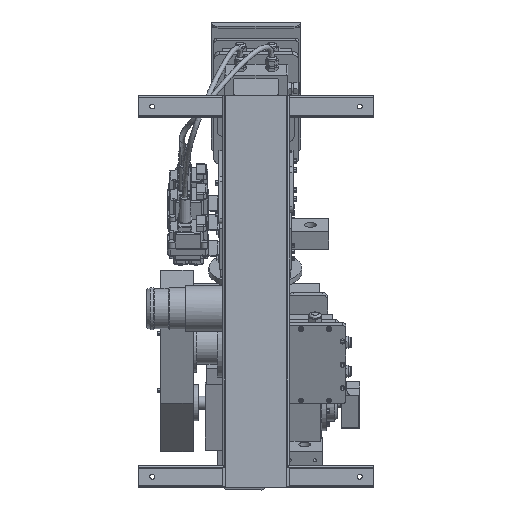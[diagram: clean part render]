
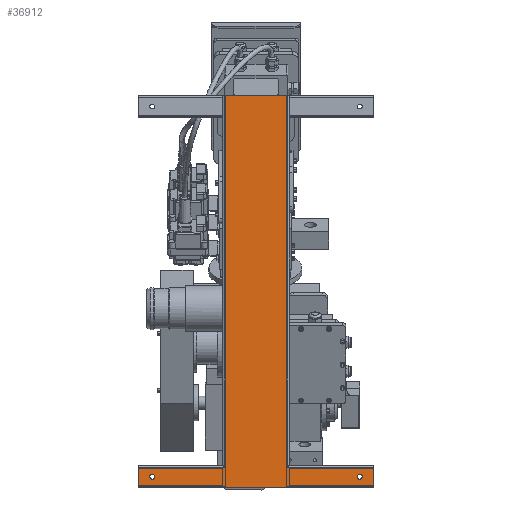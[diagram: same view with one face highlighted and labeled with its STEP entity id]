
A CAD part, front view. The second image highlights one B-rep face of the part: STEP entity #36912.
In plain terms, the highlighted face is planar.
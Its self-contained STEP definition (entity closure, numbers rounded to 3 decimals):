
#868=FACE_BOUND('',#5633,.T.);
#869=FACE_BOUND('',#5634,.T.);
#1453=CIRCLE('',#39298,4.3);
#1454=CIRCLE('',#39299,4.3);
#3270=FACE_OUTER_BOUND('',#5632,.T.);
#5632=EDGE_LOOP('',(#26777,#26778,#26779,#26780,#26781,#26782,#26783,#26784,
#26785,#26786,#26787,#26788));
#5633=EDGE_LOOP('',(#26789));
#5634=EDGE_LOOP('',(#26790));
#8797=LINE('',#54788,#12752);
#8808=LINE('',#54844,#12763);
#8809=LINE('',#54846,#12764);
#8810=LINE('',#54848,#12765);
#8811=LINE('',#54850,#12766);
#8812=LINE('',#54852,#12767);
#8813=LINE('',#54854,#12768);
#8814=LINE('',#54855,#12769);
#8815=LINE('',#54857,#12770);
#8816=LINE('',#54859,#12771);
#8817=LINE('',#54861,#12772);
#8818=LINE('',#54862,#12773);
#12752=VECTOR('',#44241,112.);
#12763=VECTOR('',#44266,3.);
#12764=VECTOR('',#44267,112.);
#12765=VECTOR('',#44268,3.);
#12766=VECTOR('',#44269,154.);
#12767=VECTOR('',#44270,34.);
#12768=VECTOR('',#44271,154.);
#12769=VECTOR('',#44272,663.);
#12770=VECTOR('',#44273,663.);
#12771=VECTOR('',#44274,154.);
#12772=VECTOR('',#44275,34.);
#12773=VECTOR('',#44276,154.);
#16548=VERTEX_POINT('',#54785);
#16549=VERTEX_POINT('',#54787);
#16566=VERTEX_POINT('',#54842);
#16567=VERTEX_POINT('',#54843);
#16568=VERTEX_POINT('',#54845);
#16569=VERTEX_POINT('',#54847);
#16570=VERTEX_POINT('',#54849);
#16571=VERTEX_POINT('',#54851);
#16572=VERTEX_POINT('',#54853);
#16573=VERTEX_POINT('',#54856);
#16574=VERTEX_POINT('',#54858);
#16575=VERTEX_POINT('',#54860);
#16576=VERTEX_POINT('',#54863);
#16577=VERTEX_POINT('',#54865);
#20437=EDGE_CURVE('',#16548,#16549,#8797,.T.);
#20455=EDGE_CURVE('',#16566,#16567,#8808,.T.);
#20456=EDGE_CURVE('',#16568,#16566,#8809,.T.);
#20457=EDGE_CURVE('',#16568,#16569,#8810,.T.);
#20458=EDGE_CURVE('',#16570,#16569,#8811,.T.);
#20459=EDGE_CURVE('',#16570,#16571,#8812,.T.);
#20460=EDGE_CURVE('',#16571,#16572,#8813,.T.);
#20461=EDGE_CURVE('',#16572,#16549,#8814,.T.);
#20462=EDGE_CURVE('',#16573,#16548,#8815,.T.);
#20463=EDGE_CURVE('',#16574,#16573,#8816,.T.);
#20464=EDGE_CURVE('',#16575,#16574,#8817,.T.);
#20465=EDGE_CURVE('',#16575,#16567,#8818,.T.);
#20466=EDGE_CURVE('',#16576,#16576,#1453,.T.);
#20467=EDGE_CURVE('',#16577,#16577,#1454,.T.);
#26777=ORIENTED_EDGE('',*,*,#20455,.F.);
#26778=ORIENTED_EDGE('',*,*,#20456,.F.);
#26779=ORIENTED_EDGE('',*,*,#20457,.T.);
#26780=ORIENTED_EDGE('',*,*,#20458,.F.);
#26781=ORIENTED_EDGE('',*,*,#20459,.T.);
#26782=ORIENTED_EDGE('',*,*,#20460,.T.);
#26783=ORIENTED_EDGE('',*,*,#20461,.T.);
#26784=ORIENTED_EDGE('',*,*,#20437,.F.);
#26785=ORIENTED_EDGE('',*,*,#20462,.F.);
#26786=ORIENTED_EDGE('',*,*,#20463,.F.);
#26787=ORIENTED_EDGE('',*,*,#20464,.F.);
#26788=ORIENTED_EDGE('',*,*,#20465,.T.);
#26789=ORIENTED_EDGE('',*,*,#20466,.T.);
#26790=ORIENTED_EDGE('',*,*,#20467,.T.);
#35298=PLANE('',#39297);
#36912=ADVANCED_FACE('',(#3270,#868,#869),#35298,.T.);
#39297=AXIS2_PLACEMENT_3D('',#54841,#44264,#44265);
#39298=AXIS2_PLACEMENT_3D('',#54864,#44277,#44278);
#39299=AXIS2_PLACEMENT_3D('',#54866,#44279,#44280);
#44241=DIRECTION('',(0.,0.,1.));
#44264=DIRECTION('center_axis',(0.924,-0.383,0.));
#44265=DIRECTION('ref_axis',(0.,0.,1.));
#44266=DIRECTION('',(-0.383,-0.924,0.));
#44267=DIRECTION('',(0.,0.,-1.));
#44268=DIRECTION('',(-0.383,-0.924,0.));
#44269=DIRECTION('',(0.,0.,-1.));
#44270=DIRECTION('',(-0.383,-0.924,0.));
#44271=DIRECTION('',(0.,0.,-1.));
#44272=DIRECTION('',(-0.383,-0.924,0.));
#44273=DIRECTION('',(-0.383,-0.924,0.));
#44274=DIRECTION('',(0.,0.,1.));
#44275=DIRECTION('',(-0.383,-0.924,0.));
#44276=DIRECTION('',(0.,0.,1.));
#44277=DIRECTION('center_axis',(-0.924,0.383,0.));
#44278=DIRECTION('ref_axis',(0.,0.,-1.));
#44279=DIRECTION('center_axis',(-0.924,0.383,0.));
#44280=DIRECTION('ref_axis',(0.,0.,
-1.));
#54785=CARTESIAN_POINT('',(97.242,-628.921,114.));
#54787=CARTESIAN_POINT('',(97.242,-628.921,226.));
#54788=CARTESIAN_POINT('',(97.242,-628.921,142.));
#54841=CARTESIAN_POINT('Origin',(365.12,17.795,114.));
#54842=CARTESIAN_POINT('',(365.12,17.795,114.));
#54843=CARTESIAN_POINT('',(363.972,15.024,114.));
#54844=CARTESIAN_POINT('',(365.12,17.795,114.));
#54845=CARTESIAN_POINT('',(365.12,17.795,226.));
#54846=CARTESIAN_POINT('',(365.12,17.795,226.));
#54847=CARTESIAN_POINT('',(363.972,15.024,226.));
#54848=CARTESIAN_POINT('',(365.12,17.795,226.));
#54849=CARTESIAN_POINT('',(363.972,15.024,380.));
#54850=CARTESIAN_POINT('',(363.972,15.024,380.));
#54851=CARTESIAN_POINT('',(350.961,-16.388,380.));
#54852=CARTESIAN_POINT('',(363.972,15.024,380.));
#54853=CARTESIAN_POINT('',(350.961,-16.388,226.));
#54854=CARTESIAN_POINT('',(350.961,-16.388,380.));
#54855=CARTESIAN_POINT('',(365.12,17.795,226.));
#54856=CARTESIAN_POINT('',(350.961,-16.388,114.));
#54857=CARTESIAN_POINT('',(365.12,17.795,114.));
#54858=CARTESIAN_POINT('',(350.961,-16.388,-40.));
#54859=CARTESIAN_POINT('',(350.961,-16.388,-40.));
#54860=CARTESIAN_POINT('',(363.972,15.024,-40.));
#54861=CARTESIAN_POINT('',(363.972,15.024,-40.));
#54862=CARTESIAN_POINT('',(363.972,15.024,-40.));
#54863=CARTESIAN_POINT('',(357.466,-0.682,359.3));
#54864=CARTESIAN_POINT('Origin',(357.466,-0.682,355.));
#54865=CARTESIAN_POINT('',(357.466,-0.682,-10.7));
#54866=CARTESIAN_POINT('Origin',(357.466,-0.682,-15.));
